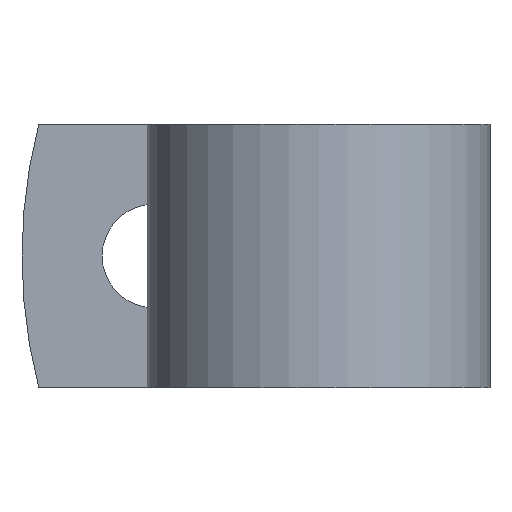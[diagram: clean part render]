
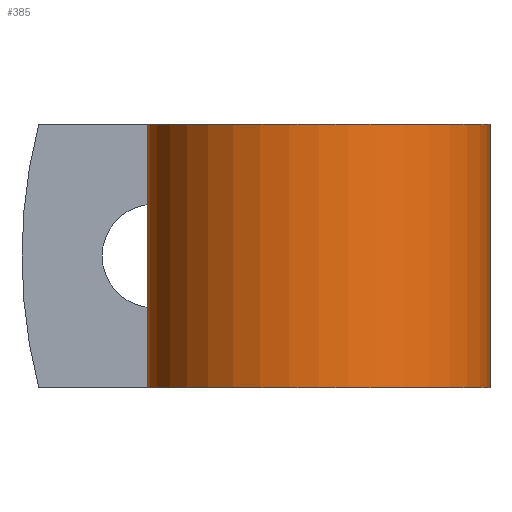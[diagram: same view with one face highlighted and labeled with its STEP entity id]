
A CAD part, front view. The second image highlights one B-rep face of the part: STEP entity #385.
In plain terms, the highlighted cylindrical face has radius 8.255 mm (diameter 16.51 mm), a partial arc.
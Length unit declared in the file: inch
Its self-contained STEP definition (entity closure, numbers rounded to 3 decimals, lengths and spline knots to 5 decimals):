
#5 = CARTESIAN_POINT ( 'NONE',  ( 0., 0., 0.25 ) ) ;
#6 = DIRECTION ( 'NONE',  ( 0., 0., -1. ) ) ;
#17 = VECTOR ( 'NONE', #91, 39.37008 ) ;
#33 = LINE ( 'NONE', #88, #17 ) ;
#45 = CARTESIAN_POINT ( 'NONE',  ( 0., 0., -0.25 ) ) ;
#58 = VERTEX_POINT ( 'NONE', #322 ) ;
#88 = CARTESIAN_POINT ( 'NONE',  ( -0.325, 0., 0.25 ) ) ;
#89 = CYLINDRICAL_SURFACE ( 'NONE', #429, 0.325 ) ;
#91 = DIRECTION ( 'NONE',  ( 0., 0., -1. ) ) ;
#93 = EDGE_CURVE ( 'NONE', #178, #58, #402, .T. ) ;
#114 = FACE_OUTER_BOUND ( 'NONE', #205, .T. ) ;
#119 = VERTEX_POINT ( 'NONE', #294 ) ;
#149 = CARTESIAN_POINT ( 'NONE',  ( 0., 0., 0.25 ) ) ;
#151 = CARTESIAN_POINT ( 'NONE',  ( -0.325, 0., 0.25 ) ) ;
#176 = VECTOR ( 'NONE', #250, 39.37008 ) ;
#178 = VERTEX_POINT ( 'NONE', #461 ) ;
#179 = ORIENTED_EDGE ( 'NONE', *, *, #93, .F. ) ;
#181 = AXIS2_PLACEMENT_3D ( 'NONE', #45, #445, #237 ) ;
#183 = CIRCLE ( 'NONE', #181, 0.325 ) ;
#199 = ORIENTED_EDGE ( 'NONE', *, *, #336, .T. ) ;
#205 = EDGE_LOOP ( 'NONE', ( #179, #451, #219, #199 ) ) ;
#219 = ORIENTED_EDGE ( 'NONE', *, *, #411, .T. ) ;
#228 = EDGE_CURVE ( 'NONE', #383, #178, #312, .T. ) ;
#229 = DIRECTION ( 'NONE',  ( 1., 0., 0. ) ) ;
#237 = DIRECTION ( 'NONE',  ( 1., 0., 0. ) ) ;
#250 = DIRECTION ( 'NONE',  ( 0., 0., -1. ) ) ;
#276 = DIRECTION ( 'NONE',  ( -1., 0., 0. ) ) ;
#294 = CARTESIAN_POINT ( 'NONE',  ( -0.325, 0., -0.25 ) ) ;
#310 = AXIS2_PLACEMENT_3D ( 'NONE', #149, #401, #229 ) ;
#312 = CIRCLE ( 'NONE', #310, 0.325 ) ;
#322 = CARTESIAN_POINT ( 'NONE',  ( 0.325, 0., -0.25 ) ) ;
#336 = EDGE_CURVE ( 'NONE', #119, #58, #183, .T. ) ;
#383 = VERTEX_POINT ( 'NONE', #151 ) ;
#385 = ADVANCED_FACE ( 'NONE', ( #114 ), #89, .T. ) ;
#395 = CARTESIAN_POINT ( 'NONE',  ( 0.325, 0., 0.25 ) ) ;
#401 = DIRECTION ( 'NONE',  ( 0., 0., 1. ) ) ;
#402 = LINE ( 'NONE', #395, #176 ) ;
#411 = EDGE_CURVE ( 'NONE', #383, #119, #33, .T. ) ;
#429 = AXIS2_PLACEMENT_3D ( 'NONE', #5, #6, #276 ) ;
#445 = DIRECTION ( 'NONE',  ( 0., 0., 1. ) ) ;
#451 = ORIENTED_EDGE ( 'NONE', *, *, #228, .F. ) ;
#461 = CARTESIAN_POINT ( 'NONE',  ( 0.325, 0., 0.25 ) ) ;
